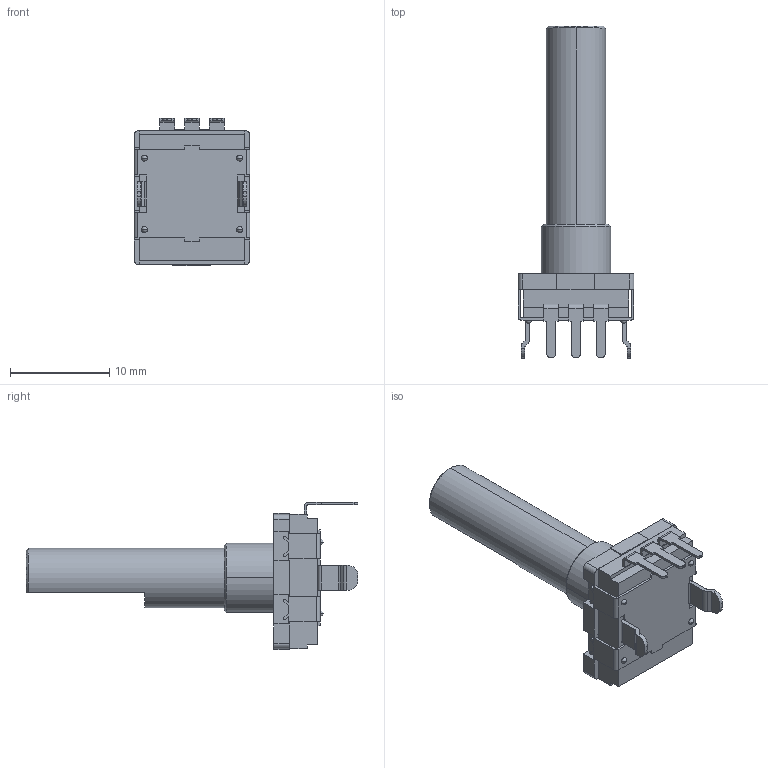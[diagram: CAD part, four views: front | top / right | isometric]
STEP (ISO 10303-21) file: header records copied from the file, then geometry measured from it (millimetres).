
FILE_DESCRIPTION((''),'2;1');
FILE_NAME('EN11-HNBXAF25_ASM','2025-08-20T13:21:05',('avery.harrell'),(''),'CREO PARAMETRIC BY PTC INC, 2018400','CREO PARAMETRIC BY PTC INC, 2018400','');
FILE_SCHEMA(('CONFIG_CONTROL_DESIGN'));
Length unit declared in the file: millimetre
Products named in the file (4): BM-320-1; BM-321-2; BM-301NOSW-2; EN11-HNBXAF25_ASM
Assembly tree (3 placements, depth 2):
  EN11-HNBXAF25_ASM
    BM-320-1
    BM-321-2
    BM-301NOSW-2
Bounding box: 11.7 x 33.5 x 14.88 mm (x, y, z)
Volume: 1376.5 mm3; surface area: 1722.6 mm2
Topology: 3 solids, 3 shells, 219 faces, 643 edges, 424 vertices
Faces by surface type: plane 152, cylinder 56, sphere 8, cone 3
Entity records: 7318 total; most frequent: CARTESIAN_POINT 1289, ORIENTED_EDGE 1270, DIRECTION 1218, EDGE_CURVE 635, VECTOR 500, LINE 500, VERTEX_POINT 424, AXIS2_PLACEMENT_3D 359
